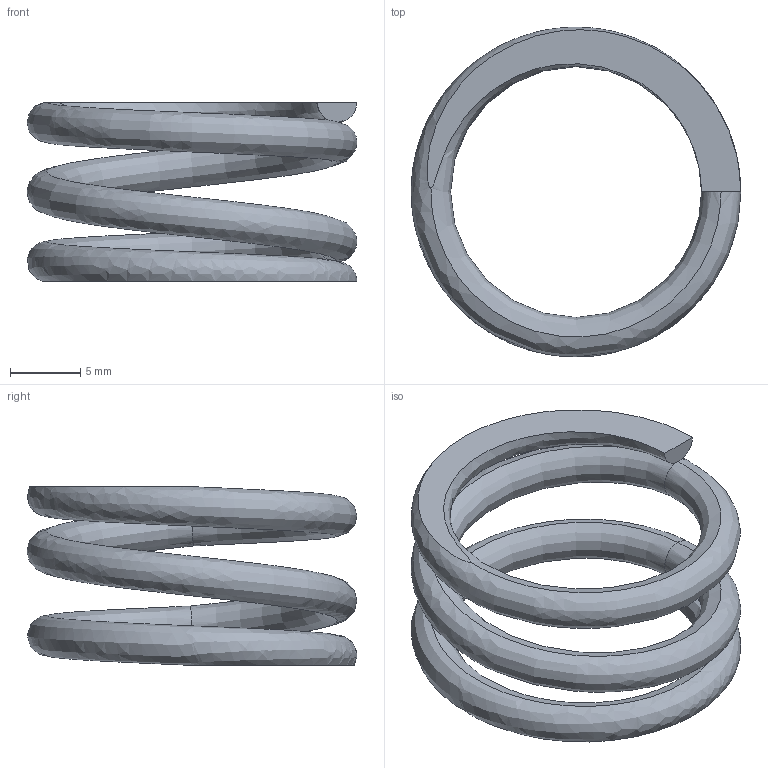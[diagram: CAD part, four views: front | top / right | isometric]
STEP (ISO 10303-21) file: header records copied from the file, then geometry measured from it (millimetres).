
FILE_DESCRIPTION (( 'STEP AP203' ), '1' );
FILE_NAME ('9657K512.STEP', '2019-09-04T13:07:39', ( '' ), ( '' ), 'SwSTEP 2.0', 'SolidWorks 2014', '' );
FILE_SCHEMA (( 'CONFIG_CONTROL_DESIGN' ));
Length unit declared in the file: inch
Products named in the file (1): 9657K512
Bounding box: 23.39 x 23.39 x 12.7 mm (x, y, z)
Volume: 1110.8 mm3; surface area: 1676.8 mm2
Topology: 1 solids, 1 shells, 10 faces, 20 edges, 12 vertices
Faces by surface type: bspline 6, plane 4
Entity records: 1869 total; most frequent: CARTESIAN_POINT 1641, ORIENTED_EDGE 40, EDGE_CURVE 20, DIRECTION 16, VERTEX_POINT 12, ADVANCED_FACE 10, B_SPLINE_CURVE_WITH_KNOTS 10, EDGE_LOOP 10
